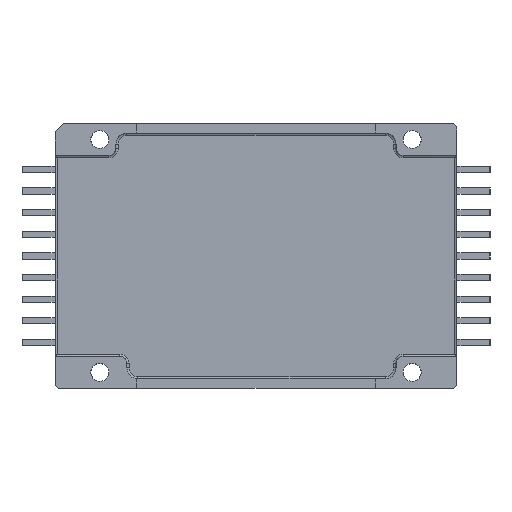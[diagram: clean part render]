
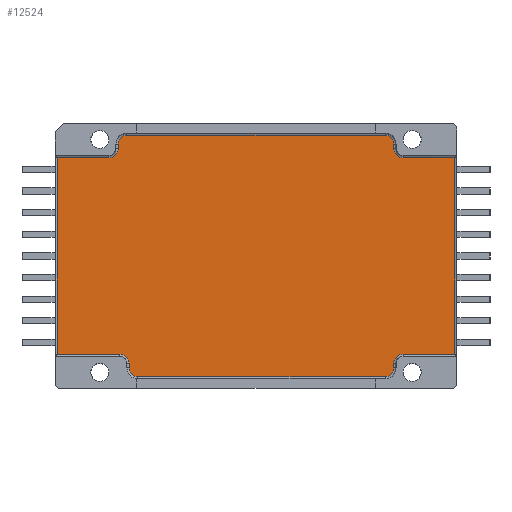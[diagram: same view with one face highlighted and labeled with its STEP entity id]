
A CAD part, top view. The second image highlights one B-rep face of the part: STEP entity #12524.
In plain terms, the highlighted face is planar.
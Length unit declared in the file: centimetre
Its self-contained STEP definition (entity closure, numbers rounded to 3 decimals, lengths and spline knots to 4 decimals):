
#167=CIRCLE('',#21281,0.171);
#171=CIRCLE('',#21286,0.159);
#175=CIRCLE('',#21294,0.159);
#179=CIRCLE('',#21300,0.171);
#183=CIRCLE('',#21310,0.171);
#186=CIRCLE('',#21316,0.171);
#190=CIRCLE('',#21322,0.159);
#194=CIRCLE('',#21328,0.159);
#895=VERTEX_POINT('',#18036);
#896=VERTEX_POINT('',#18038);
#899=VERTEX_POINT('',#18045);
#900=VERTEX_POINT('',#18050);
#902=VERTEX_POINT('',#18056);
#904=VERTEX_POINT('',#18062);
#906=VERTEX_POINT('',#18068);
#908=VERTEX_POINT('',#18074);
#910=VERTEX_POINT('',#18080);
#913=VERTEX_POINT('',#18088);
#914=VERTEX_POINT('',#18092);
#916=VERTEX_POINT('',#18098);
#918=VERTEX_POINT('',#18104);
#921=VERTEX_POINT('',#18111);
#922=VERTEX_POINT('',#18113);
#925=VERTEX_POINT('',#18120);
#927=VERTEX_POINT('',#18126);
#929=VERTEX_POINT('',#18132);
#931=VERTEX_POINT('',#18138);
#933=VERTEX_POINT('',#18144);
#2237=VECTOR('',#14512,1.);
#2239=VECTOR('',#14532,1.);
#2242=VECTOR('',#14541,1.);
#2244=VECTOR('',#14554,1.);
#2246=VECTOR('',#14565,1.);
#2247=VECTOR('',#14570,1.);
#2250=VECTOR('',#14579,1.);
#2251=VECTOR('',#14591,1.);
#2253=VECTOR('',#14606,1.);
#2255=VECTOR('',#14619,1.);
#2258=VECTOR('',#14631,1.);
#2259=VECTOR('',#14634,1.);
#3898=LINE('',#18037,#2237);
#3900=LINE('',#18055,#2239);
#3903=LINE('',#18065,#2242);
#3905=LINE('',#18077,#2244);
#3907=LINE('',#18087,#2246);
#3908=LINE('',#18091,#2247);
#3911=LINE('',#18101,#2250);
#3912=LINE('',#18112,#2251);
#3914=LINE('',#18127,#2253);
#3916=LINE('',#18139,#2255);
#3919=LINE('',#18149,#2258);
#3920=LINE('',#18151,#2259);
#5631=EDGE_CURVE('',#895,#896,#3898,.T.);
#5635=EDGE_CURVE('',#899,#895,#167,.T.);
#5639=EDGE_CURVE('',#896,#900,#171,.T.);
#5640=EDGE_CURVE('',#902,#899,#3900,.T.);
#5645=EDGE_CURVE('',#900,#904,#3903,.T.);
#5648=EDGE_CURVE('',#904,#906,#175,.T.);
#5651=EDGE_CURVE('',#906,#908,#3905,.T.);
#5654=EDGE_CURVE('',#908,#910,#179,.T.);
#5656=EDGE_CURVE('',#910,#913,#3907,.T.);
#5658=EDGE_CURVE('',#913,#914,#3908,.T.);
#5663=EDGE_CURVE('',#914,#916,#3911,.T.);
#5666=EDGE_CURVE('',#916,#918,#183,.T.);
#5668=EDGE_CURVE('',#921,#922,#3912,.T.);
#5672=EDGE_CURVE('',#925,#921,#186,.T.);
#5675=EDGE_CURVE('',#927,#925,#3914,.T.);
#5678=EDGE_CURVE('',#929,#927,#190,.T.);
#5681=EDGE_CURVE('',#931,#929,#3916,.T.);
#5684=EDGE_CURVE('',#933,#931,#194,.T.);
#5687=EDGE_CURVE('',#918,#933,#3919,.T.);
#5688=EDGE_CURVE('',#922,#902,#3920,.T.);
#8070=ORIENTED_EDGE('',*,*,#5668,.F.);
#8071=ORIENTED_EDGE('',*,*,#5672,.F.);
#8072=ORIENTED_EDGE('',*,*,#5675,.F.);
#8073=ORIENTED_EDGE('',*,*,#5678,.F.);
#8074=ORIENTED_EDGE('',*,*,#5681,.F.);
#8075=ORIENTED_EDGE('',*,*,#5684,.F.);
#8076=ORIENTED_EDGE('',*,*,#5687,.F.);
#8077=ORIENTED_EDGE('',*,*,#5666,.F.);
#8078=ORIENTED_EDGE('',*,*,#5663,.F.);
#8079=ORIENTED_EDGE('',*,*,#5658,.F.);
#8080=ORIENTED_EDGE('',*,*,#5656,.F.);
#8081=ORIENTED_EDGE('',*,*,#5654,.F.);
#8082=ORIENTED_EDGE('',*,*,#5651,.F.);
#8083=ORIENTED_EDGE('',*,*,#5648,.F.);
#8084=ORIENTED_EDGE('',*,*,#5645,.F.);
#8085=ORIENTED_EDGE('',*,*,#5639,.F.);
#8086=ORIENTED_EDGE('',*,*,#5631,.F.);
#8087=ORIENTED_EDGE('',*,*,#5635,.F.);
#8088=ORIENTED_EDGE('',*,*,#5640,.F.);
#8089=ORIENTED_EDGE('',*,*,#5688,.F.);
#10936=EDGE_LOOP('',(#8070,#8071,#8072,#8073,#8074,#8075,#8076,#8077,#8078,
#8079,#8080,#8081,#8082,#8083,#8084,#8085,#8086,#8087,#8088,#8089));
#11761=FACE_BOUND('',#10936,.T.);
#12524=ADVANCED_FACE('',(#11761),#13195,.T.);
#13195=PLANE('',#21346);
#14512=DIRECTION('',(1.,0.,0.));
#14519=DIRECTION('',(0.,1.,0.));
#14520=DIRECTION('',(-0.121,0.,0.121));
#14528=DIRECTION('',(0.,-1.,0.));
#14529=DIRECTION('',(0.112,0.,-0.112));
#14532=DIRECTION('',(0.,0.,1.));
#14541=DIRECTION('',(0.,0.,1.));
#14547=DIRECTION('',(0.,-1.,0.));
#14548=DIRECTION('',(0.112,0.,0.112));
#14554=DIRECTION('',(-1.,0.,0.));
#14560=DIRECTION('',(0.,1.,0.));
#14561=DIRECTION('',(-0.121,0.,-0.121));
#14565=DIRECTION('',(0.,0.,1.));
#14570=DIRECTION('',(-1.,0.,0.));
#14579=DIRECTION('',(0.,0.,-1.));
#14585=DIRECTION('',(0.,1.,0.));
#14586=DIRECTION('',(0.121,0.,-0.121));
#14591=DIRECTION('',(0.,0.,-1.));
#14598=DIRECTION('',(0.,1.,0.));
#14599=DIRECTION('',(0.121,0.,0.121));
#14606=DIRECTION('',(1.,0.,0.));
#14611=DIRECTION('',(0.,-1.,0.));
#14612=DIRECTION('',(-0.112,0.,-0.112));
#14619=DIRECTION('',(0.,0.,-1.));
#14624=DIRECTION('',(0.,-1.,0.));
#14625=DIRECTION('',(-0.112,0.,0.112));
#14631=DIRECTION('',(-1.,0.,0.));
#14634=DIRECTION('',(1.,0.,0.));
#14675=DIRECTION('',(0.,1.,0.));
#18036=CARTESIAN_POINT('',(1.308,0.966,1.1561));
#18037=CARTESIAN_POINT('',(0.3448,0.966,1.1561));
#18038=CARTESIAN_POINT('',(1.388,0.966,1.1561));
#18045=CARTESIAN_POINT('',(1.137,0.966,0.9851));
#18046=CARTESIAN_POINT('',(1.308,0.966,0.9851));
#18050=CARTESIAN_POINT('',(1.547,0.966,1.3151));
#18053=CARTESIAN_POINT('',(1.388,0.966,1.3151));
#18055=CARTESIAN_POINT('',(1.137,0.966,2.0875));
#18056=CARTESIAN_POINT('',(1.137,0.966,0.0411));
#18062=CARTESIAN_POINT('',(1.547,0.966,6.0451));
#18065=CARTESIAN_POINT('',(1.547,0.966,3.6813));
#18068=CARTESIAN_POINT('',(1.388,0.966,6.2041));
#18071=CARTESIAN_POINT('',(1.388,0.966,6.0451));
#18074=CARTESIAN_POINT('',(1.308,0.966,6.2041));
#18077=CARTESIAN_POINT('',(0.3448,0.966,6.2041));
#18080=CARTESIAN_POINT('',(1.137,0.966,6.3751));
#18083=CARTESIAN_POINT('',(1.308,0.966,6.3751));
#18087=CARTESIAN_POINT('',(1.137,0.966,5.275));
#18088=CARTESIAN_POINT('',(1.137,0.966,7.3191));
#18091=CARTESIAN_POINT('',(-0.6602,0.966,7.3191));
#18092=CARTESIAN_POINT('',(-2.461,0.966,7.3191));
#18098=CARTESIAN_POINT('',(-2.461,0.966,6.3751));
#18101=CARTESIAN_POINT('',(-2.461,0.966,5.275));
#18104=CARTESIAN_POINT('',(-2.632,0.966,6.2041));
#18107=CARTESIAN_POINT('',(-2.632,0.966,6.3751));
#18111=CARTESIAN_POINT('',(-2.461,0.966,1.1851));
#18112=CARTESIAN_POINT('',(-2.461,0.966,2.1375));
#18113=CARTESIAN_POINT('',(-2.461,0.966,0.0411));
#18120=CARTESIAN_POINT('',(-2.632,0.966,1.3561));
#18121=CARTESIAN_POINT('',(-2.632,0.966,1.1851));
#18126=CARTESIAN_POINT('',(-2.712,0.966,1.3561));
#18127=CARTESIAN_POINT('',(-1.6652,0.966,1.3561));
#18132=CARTESIAN_POINT('',(-2.871,0.966,1.5151));
#18133=CARTESIAN_POINT('',(-2.712,0.966,1.5151));
#18138=CARTESIAN_POINT('',(-2.871,0.966,6.0451));
#18139=CARTESIAN_POINT('',(-2.871,0.966,3.7313));
#18144=CARTESIAN_POINT('',(-2.712,0.966,6.2041));
#18145=CARTESIAN_POINT('',(-2.712,0.966,6.0451));
#18149=CARTESIAN_POINT('',(-1.6652,0.966,6.2041));
#18151=CARTESIAN_POINT('',(-0.6602,0.966,0.0411));
#18195=CARTESIAN_POINT('',(-0.6585,0.966,3.6824));
#21281=AXIS2_PLACEMENT_3D('',#18046,#14519,#14520);
#21286=AXIS2_PLACEMENT_3D('',#18053,#14528,#14529);
#21294=AXIS2_PLACEMENT_3D('',#18071,#14547,#14548);
#21300=AXIS2_PLACEMENT_3D('',#18083,#14560,#14561);
#21310=AXIS2_PLACEMENT_3D('',#18107,#14585,#14586);
#21316=AXIS2_PLACEMENT_3D('',#18121,#14598,#14599);
#21322=AXIS2_PLACEMENT_3D('',#18133,#14611,#14612);
#21328=AXIS2_PLACEMENT_3D('',#18145,#14624,#14625);
#21346=AXIS2_PLACEMENT_3D('',#18195,#14675,$);
